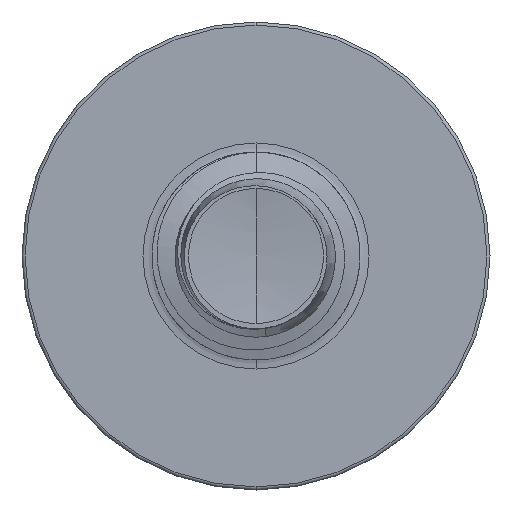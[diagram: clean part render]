
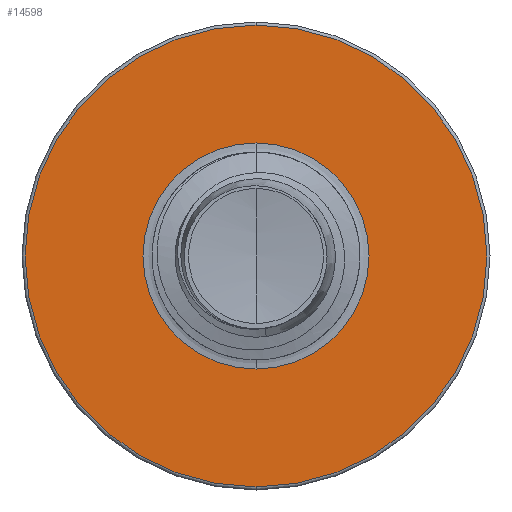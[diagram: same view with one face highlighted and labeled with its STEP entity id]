
A CAD part, front view. The second image highlights one B-rep face of the part: STEP entity #14598.
In plain terms, the highlighted planar face has unit normal (0, -1, 0).
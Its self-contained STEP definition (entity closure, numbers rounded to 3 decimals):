
#50 = DIRECTION ( 'NONE',  ( 0., 0., 1. ) ) ;
#727 = DIRECTION ( 'NONE',  ( 0., 1., 0. ) ) ;
#914 = CARTESIAN_POINT ( 'NONE',  ( 0., 7., 0. ) ) ;
#988 = EDGE_CURVE ( 'NONE', #14625, #18107, #18024, .T. ) ;
#1100 = CARTESIAN_POINT ( 'NONE',  ( 0., 7., 0. ) ) ;
#1227 = DIRECTION ( 'NONE',  ( 0., 1., 0. ) ) ;
#1275 = DIRECTION ( 'NONE',  ( 0., 0., 1. ) ) ;
#1796 = DIRECTION ( 'NONE',  ( 0., 0., 1. ) ) ;
#1848 = CARTESIAN_POINT ( 'NONE',  ( 0., 7., 0. ) ) ;
#1871 = CIRCLE ( 'NONE', #2073, 4.44 ) ;
#1998 = DIRECTION ( 'NONE',  ( 0., 1., 0. ) ) ;
#2073 = AXIS2_PLACEMENT_3D ( 'NONE', #914, #727, #12883 ) ;
#2496 = CIRCLE ( 'NONE', #18288, 2.174 ) ;
#3171 = EDGE_LOOP ( 'NONE', ( #17924, #7395 ) ) ;
#3449 = CARTESIAN_POINT ( 'NONE',  ( 0., 7., -4.44 ) ) ;
#3790 = CARTESIAN_POINT ( 'NONE',  ( 0., 7., 4.44 ) ) ;
#4514 = EDGE_CURVE ( 'NONE', #16417, #6277, #6699, .T. ) ;
#4526 = EDGE_CURVE ( 'NONE', #6277, #16417, #2496, .T. ) ;
#4547 = EDGE_CURVE ( 'NONE', #18107, #14625, #1871, .T. ) ;
#5161 = EDGE_LOOP ( 'NONE', ( #11042, #14738 ) ) ;
#5391 = DIRECTION ( 'NONE',  ( 0., 1., 0. ) ) ;
#6153 = AXIS2_PLACEMENT_3D ( 'NONE', #17135, #5391, #50 ) ;
#6277 = VERTEX_POINT ( 'NONE', #7275 ) ;
#6699 = CIRCLE ( 'NONE', #14278, 2.174 ) ;
#7275 = CARTESIAN_POINT ( 'NONE',  ( 0., 7., -2.174 ) ) ;
#7395 = ORIENTED_EDGE ( 'NONE', *, *, #4526, .T. ) ;
#7891 = CARTESIAN_POINT ( 'NONE',  ( 0., 7., 2.174 ) ) ;
#11042 = ORIENTED_EDGE ( 'NONE', *, *, #988, .F. ) ;
#12102 = CARTESIAN_POINT ( 'NONE',  ( 0., 7., 0. ) ) ;
#12248 = DIRECTION ( 'NONE',  ( 0., 1., 0. ) ) ;
#12883 = DIRECTION ( 'NONE',  ( 0., 0., 1. ) ) ;
#14133 = DIRECTION ( 'NONE',  ( 0., 0., 1. ) ) ;
#14278 = AXIS2_PLACEMENT_3D ( 'NONE', #1848, #1998, #1275 ) ;
#14536 = FACE_OUTER_BOUND ( 'NONE', #5161, .T. ) ;
#14598 = ADVANCED_FACE ( 'NONE', ( #14536, #17782 ), #18211, .F. ) ;
#14625 = VERTEX_POINT ( 'NONE', #3790 ) ;
#14738 = ORIENTED_EDGE ( 'NONE', *, *, #4547, .F. ) ;
#16417 = VERTEX_POINT ( 'NONE', #7891 ) ;
#17135 = CARTESIAN_POINT ( 'NONE',  ( 0., 7., -2.174 ) ) ;
#17489 = AXIS2_PLACEMENT_3D ( 'NONE', #12102, #12248, #14133 ) ;
#17782 = FACE_BOUND ( 'NONE', #3171, .T. ) ;
#17924 = ORIENTED_EDGE ( 'NONE', *, *, #4514, .T. ) ;
#18024 = CIRCLE ( 'NONE', #17489, 4.44 ) ;
#18107 = VERTEX_POINT ( 'NONE', #3449 ) ;
#18211 = PLANE ( 'NONE',  #6153 ) ;
#18288 = AXIS2_PLACEMENT_3D ( 'NONE', #1100, #1227, #1796 ) ;
